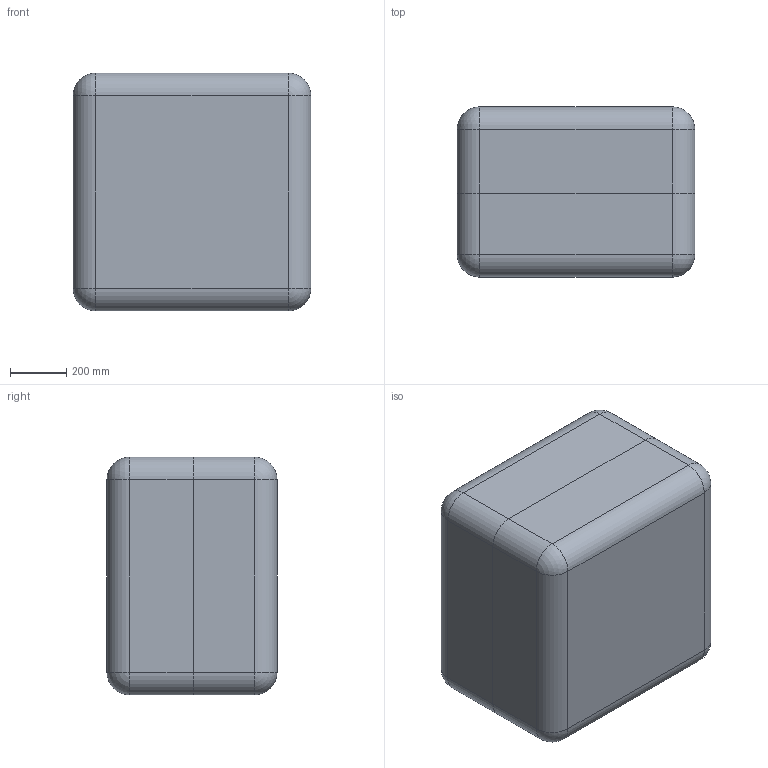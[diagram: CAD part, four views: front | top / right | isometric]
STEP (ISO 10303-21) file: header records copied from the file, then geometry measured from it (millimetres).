
FILE_DESCRIPTION (( 'STEP AP214' ), '1' );
FILE_NAME ('Êîíòåéíåð ÀÄÌÈÐÀË®ÏÐÎÔÅÑÑÈÎÍÀËÜÍÛÅ 134_óïðîùåííàÿ 3D-ìîäåëü.STEP', '2025-08-27T12:22:46', ( '' ), ( '' ), 'SwSTEP 2.0', 'SolidWorks 2021', '' );
FILE_SCHEMA (( 'AUTOMOTIVE_DESIGN' ));
Length unit declared in the file: millimetre
Products named in the file (3): Lid 138 óïð; Êîíòåéíåð ÀÄÌÈÐÀË®ÏÐÎÔÅÑÑÈÎÍÀËÜÍÛÅ 134_óïðîùåííàÿ 3D-ìîäåëü; base 132A
Assembly tree (2 placements, depth 2):
  Êîíòåéíåð ÀÄÌÈÐÀË®ÏÐÎÔÅÑÑÈÎÍÀËÜÍÛÅ 134_óïðîùåííàÿ 3D-ìîäåëü
    base 132A
    Lid 138 óïð
Bounding box: 843.82 x 603.28 x 843.82 mm (x, y, z)
Volume: 157685145.1 mm3; surface area: 7030412.3 mm2
Topology: 2 solids, 2 shells, 1562 faces, 3930 edges, 2304 vertices
Faces by surface type: cylinder 582, plane 372, bspline 320, torus 228, sphere 32, cone 28
Entity records: 57797 total; most frequent: CARTESIAN_POINT 22886, ORIENTED_EDGE 7700, DIRECTION 6988, EDGE_CURVE 3850, AXIS2_PLACEMENT_3D 2731, VERTEX_POINT 2304, EDGE_LOOP 1590, FACE_OUTER_BOUND 1562
